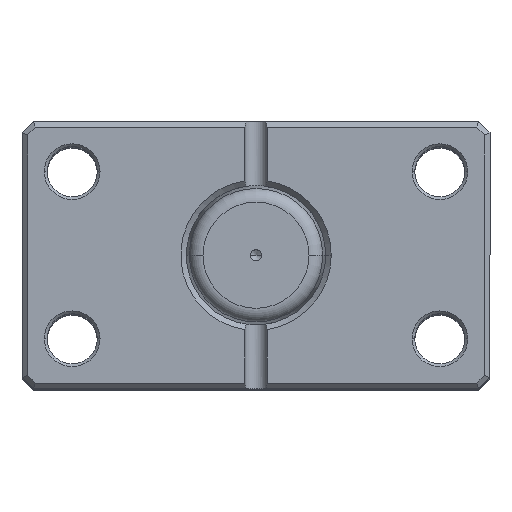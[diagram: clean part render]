
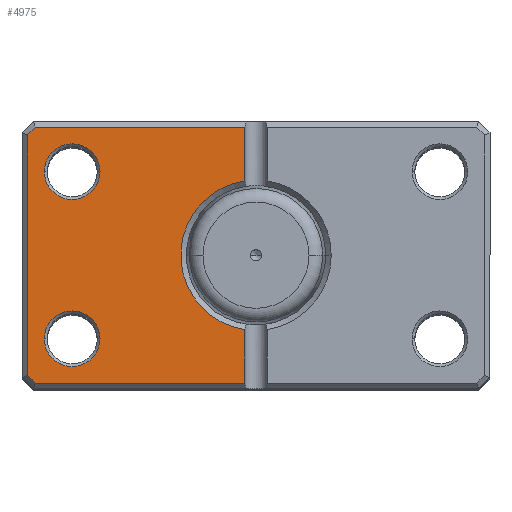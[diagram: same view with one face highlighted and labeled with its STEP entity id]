
A CAD part, top view. The second image highlights one B-rep face of the part: STEP entity #4975.
In plain terms, the highlighted face is planar.
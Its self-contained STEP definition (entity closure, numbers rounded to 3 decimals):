
#6 = LINE ( 'NONE', #1669, #1194 ) ;
#19 = VERTEX_POINT ( 'NONE', #2302 ) ;
#28 = CARTESIAN_POINT ( 'NONE',  ( 38., 15., 0. ) ) ;
#50 = VERTEX_POINT ( 'NONE', #28 ) ;
#143 = DIRECTION ( 'NONE',  ( 1., 0., 0. ) ) ;
#149 = FACE_BOUND ( 'NONE', #1902, .T. ) ;
#167 = ORIENTED_EDGE ( 'NONE', *, *, #603, .T. ) ;
#197 = PLANE ( 'NONE',  #3453 ) ;
#488 = AXIS2_PLACEMENT_3D ( 'NONE', #2941, #5111, #4470 ) ;
#603 = EDGE_CURVE ( 'NONE', #4259, #50, #5251, .T. ) ;
#608 = CARTESIAN_POINT ( 'NONE',  ( 33., -15., 0. ) ) ;
#610 = VERTEX_POINT ( 'NONE', #4227 ) ;
#653 = AXIS2_PLACEMENT_3D ( 'NONE', #4561, #4000, #1952 ) ;
#660 = CARTESIAN_POINT ( 'NONE',  ( 0., 23., 0. ) ) ;
#866 = EDGE_CURVE ( 'NONE', #610, #19, #3653, .T. ) ;
#867 = VECTOR ( 'NONE', #2777, 1000. ) ;
#1023 = LINE ( 'NONE', #4222, #4535 ) ;
#1146 = DIRECTION ( 'NONE',  ( 1., 0., 0. ) ) ;
#1194 = VECTOR ( 'NONE', #4614, 1000. ) ;
#1225 = VERTEX_POINT ( 'NONE', #3727 ) ;
#1460 = VERTEX_POINT ( 'NONE', #4960 ) ;
#1507 = FACE_OUTER_BOUND ( 'NONE', #5254, .T. ) ;
#1574 = ORIENTED_EDGE ( 'NONE', *, *, #2901, .T. ) ;
#1632 = VERTEX_POINT ( 'NONE', #4450 ) ;
#1669 = CARTESIAN_POINT ( 'NONE',  ( 2., 24., 0. ) ) ;
#1688 = CARTESIAN_POINT ( 'NONE',  ( 0., 0., 0. ) ) ;
#1713 = DIRECTION ( 'NONE',  ( 1., 0., 0. ) ) ;
#1724 = VERTEX_POINT ( 'NONE', #3458 ) ;
#1849 = FACE_BOUND ( 'NONE', #2909, .T. ) ;
#1881 = CARTESIAN_POINT ( 'NONE',  ( 28., 15., 0. ) ) ;
#1902 = EDGE_LOOP ( 'NONE', ( #4621, #3090 ) ) ;
#1952 = DIRECTION ( 'NONE',  ( 1., 0., 0. ) ) ;
#2090 = VERTEX_POINT ( 'NONE', #6159 ) ;
#2206 = CARTESIAN_POINT ( 'NONE',  ( 39.586, 23., 0. ) ) ;
#2239 = DIRECTION ( 'NONE',  ( 1., 0., 0. ) ) ;
#2280 = LINE ( 'NONE', #5544, #6002 ) ;
#2283 = DIRECTION ( 'NONE',  ( -0.707, -0.707, 0. ) ) ;
#2302 = CARTESIAN_POINT ( 'NONE',  ( 38., -15., 0. ) ) ;
#2394 = CARTESIAN_POINT ( 'NONE',  ( 2., -13.351, 0. ) ) ;
#2455 = VECTOR ( 'NONE', #2757, 1000. ) ;
#2757 = DIRECTION ( 'NONE',  ( 0., 1., 0. ) ) ;
#2777 = DIRECTION ( 'NONE',  ( 0.707, -0.707, 0. ) ) ;
#2779 = ORIENTED_EDGE ( 'NONE', *, *, #2894, .T. ) ;
#2814 = DIRECTION ( 'NONE',  ( 1., 0., 0. ) ) ;
#2828 = EDGE_CURVE ( 'NONE', #19, #610, #5236, .T. ) ;
#2837 = EDGE_CURVE ( 'NONE', #50, #4259, #3912, .T. ) ;
#2840 = EDGE_CURVE ( 'NONE', #1724, #6257, #6, .T. ) ;
#2848 = EDGE_CURVE ( 'NONE', #6257, #5123, #4041, .T. ) ;
#2857 = EDGE_CURVE ( 'NONE', #5123, #1460, #3768, .T. ) ;
#2871 = EDGE_CURVE ( 'NONE', #1460, #5921, #4963, .T. ) ;
#2881 = EDGE_CURVE ( 'NONE', #5921, #2090, #5102, .T. ) ;
#2894 = EDGE_CURVE ( 'NONE', #2090, #1632, #2280, .T. ) ;
#2901 = EDGE_CURVE ( 'NONE', #1632, #1225, #4674, .T. ) ;
#2909 = EDGE_LOOP ( 'NONE', ( #167, #5243 ) ) ;
#2911 = EDGE_CURVE ( 'NONE', #1225, #1724, #1023, .T. ) ;
#2941 = CARTESIAN_POINT ( 'NONE',  ( 33., -15., 0. ) ) ;
#3090 = ORIENTED_EDGE ( 'NONE', *, *, #2828, .T. ) ;
#3252 = DIRECTION ( 'NONE',  ( 0., 0., 1. ) ) ;
#3453 = AXIS2_PLACEMENT_3D ( 'NONE', #4680, #5573, #2814 ) ;
#3458 = CARTESIAN_POINT ( 'NONE',  ( 2., -23., 0. ) ) ;
#3480 = VECTOR ( 'NONE', #2283, 1000. ) ;
#3623 = VECTOR ( 'NONE', #1713, 1000. ) ;
#3651 = ORIENTED_EDGE ( 'NONE', *, *, #2871, .T. ) ;
#3653 = CIRCLE ( 'NONE', #488, 5. ) ;
#3673 = ORIENTED_EDGE ( 'NONE', *, *, #2881, .T. ) ;
#3727 = CARTESIAN_POINT ( 'NONE',  ( 39.586, -23., 0. ) ) ;
#3768 = LINE ( 'NONE', #4637, #2455 ) ;
#3771 = DIRECTION ( 'NONE',  ( -1., 0., 0. ) ) ;
#3845 = CARTESIAN_POINT ( 'NONE',  ( 2., 13.351, 0. ) ) ;
#3912 = CIRCLE ( 'NONE', #5417, 5. ) ;
#3955 = ORIENTED_EDGE ( 'NONE', *, *, #2911, .T. ) ;
#4000 = DIRECTION ( 'NONE',  ( 0., 0., 1. ) ) ;
#4041 = CIRCLE ( 'NONE', #5418, 13.5 ) ;
#4161 = DIRECTION ( 'NONE',  ( 0., 0., 1. ) ) ;
#4222 = CARTESIAN_POINT ( 'NONE',  ( 0., -23., 0. ) ) ;
#4227 = CARTESIAN_POINT ( 'NONE',  ( 28., -15., 0. ) ) ;
#4259 = VERTEX_POINT ( 'NONE', #1881 ) ;
#4450 = CARTESIAN_POINT ( 'NONE',  ( 41., -21.586, 0. ) ) ;
#4470 = DIRECTION ( 'NONE',  ( 1., 0., 0. ) ) ;
#4535 = VECTOR ( 'NONE', #3771, 1000. ) ;
#4561 = CARTESIAN_POINT ( 'NONE',  ( 33., 15., 0. ) ) ;
#4576 = ORIENTED_EDGE ( 'NONE', *, *, #2857, .T. ) ;
#4614 = DIRECTION ( 'NONE',  ( 0., 1., 0. ) ) ;
#4621 = ORIENTED_EDGE ( 'NONE', *, *, #866, .T. ) ;
#4637 = CARTESIAN_POINT ( 'NONE',  ( 2., 24., 0. ) ) ;
#4655 = CARTESIAN_POINT ( 'NONE',  ( 31.293, 31.293, 0. ) ) ;
#4674 = LINE ( 'NONE', #5128, #3480 ) ;
#4680 = CARTESIAN_POINT ( 'NONE',  ( 0., 0., 0. ) ) ;
#4960 = CARTESIAN_POINT ( 'NONE',  ( 2., 23., 0. ) ) ;
#4963 = LINE ( 'NONE', #660, #3623 ) ;
#4975 = ADVANCED_FACE ( 'NONE', ( #149, #1849, #1507 ), #197, .F. ) ;
#5088 = DIRECTION ( 'NONE',  ( 0., 0., 1. ) ) ;
#5102 = LINE ( 'NONE', #4655, #867 ) ;
#5111 = DIRECTION ( 'NONE',  ( 0., 0., 1. ) ) ;
#5123 = VERTEX_POINT ( 'NONE', #3845 ) ;
#5128 = CARTESIAN_POINT ( 'NONE',  ( 31.293, -31.293, 0. ) ) ;
#5154 = ORIENTED_EDGE ( 'NONE', *, *, #2848, .T. ) ;
#5236 = CIRCLE ( 'NONE', #5427, 5. ) ;
#5243 = ORIENTED_EDGE ( 'NONE', *, *, #2837, .T. ) ;
#5251 = CIRCLE ( 'NONE', #653, 5. ) ;
#5254 = EDGE_LOOP ( 'NONE', ( #5449, #5154, #4576, #3651, #3673, #2779, #1574, #3955 ) ) ;
#5417 = AXIS2_PLACEMENT_3D ( 'NONE', #5965, #3252, #143 ) ;
#5418 = AXIS2_PLACEMENT_3D ( 'NONE', #1688, #5088, #2239 ) ;
#5427 = AXIS2_PLACEMENT_3D ( 'NONE', #608, #4161, #1146 ) ;
#5449 = ORIENTED_EDGE ( 'NONE', *, *, #2840, .T. ) ;
#5544 = CARTESIAN_POINT ( 'NONE',  ( 41., 0., 0. ) ) ;
#5573 = DIRECTION ( 'NONE',  ( 0., 0., 1. ) ) ;
#5921 = VERTEX_POINT ( 'NONE', #2206 ) ;
#5965 = CARTESIAN_POINT ( 'NONE',  ( 33., 15., 0. ) ) ;
#5996 = DIRECTION ( 'NONE',  ( 0., -1., 0. ) ) ;
#6002 = VECTOR ( 'NONE', #5996, 1000. ) ;
#6159 = CARTESIAN_POINT ( 'NONE',  ( 41., 21.586, 0. ) ) ;
#6257 = VERTEX_POINT ( 'NONE', #2394 ) ;
